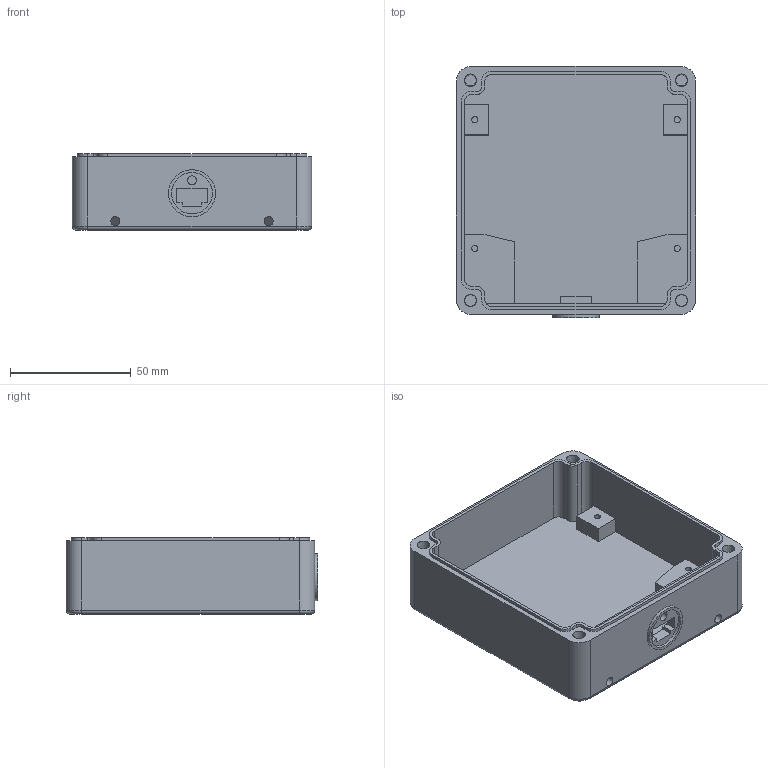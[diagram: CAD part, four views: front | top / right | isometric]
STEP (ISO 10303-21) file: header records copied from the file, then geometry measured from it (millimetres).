
FILE_DESCRIPTION(/* description */ (''),/* implementation_level */ '2;1');
FILE_NAME(/* name */ 'RPLIDAR S2 Rev C Base v7.step',/* time_stamp */ '2022-12-09T20:38:19-06:00',/* author */ (''),/* organization */ (''),/* preprocessor_version */ 'ST-DEVELOPER v19.2',/* originating_system */ 'Autodesk Translation Framework v11.17.0.187',/* authorisation */ '');
FILE_SCHEMA (('AUTOMOTIVE_DESIGN { 1 0 10303 214 3 1 1 }'));
Length unit declared in the file: inch
Products named in the file (1): RPLIDAR S2 Rev C Base
Bounding box: 99.06 x 104.14 x 31.75 mm (x, y, z)
Volume: 85158.4 mm3; surface area: 45382.7 mm2
Topology: 1 solids, 1 shells, 332 faces, 890 edges, 590 vertices
Faces by surface type: plane 142, bspline 139, cylinder 43, torus 4, cone 4
Full cylindrical faces by diameter (mm): 2.54 x4, 3.759 x1, 3.785 x2, 17.018 x1, 19.456 x1
Entity records: 11340 total; most frequent: CARTESIAN_POINT 3776, ORIENTED_EDGE 1780, DIRECTION 1152, EDGE_CURVE 890, VERTEX_POINT 590, LINE 512, VECTOR 512, EDGE_LOOP 370
